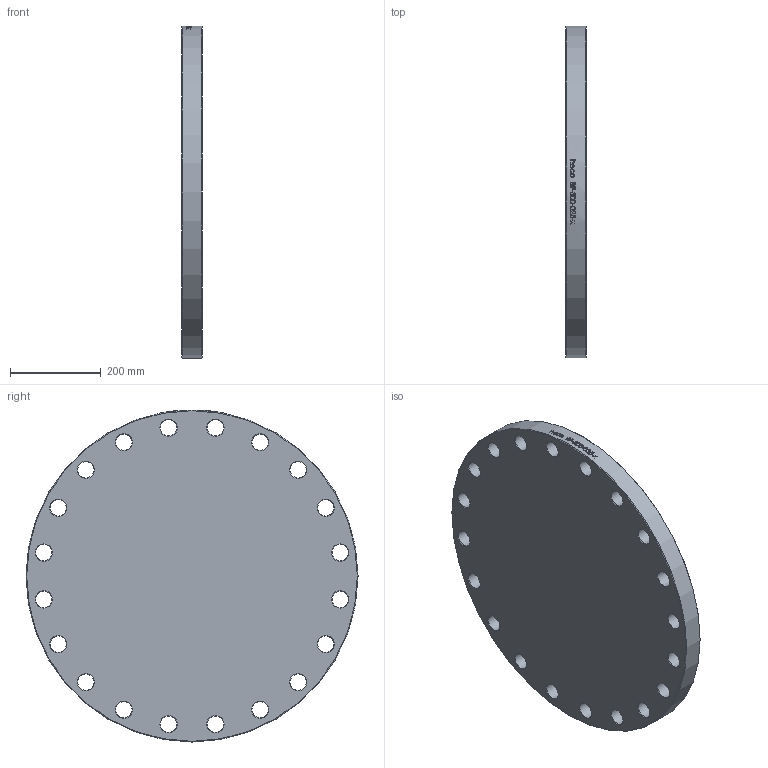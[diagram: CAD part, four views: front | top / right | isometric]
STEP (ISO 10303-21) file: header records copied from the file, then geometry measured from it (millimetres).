
FILE_DESCRIPTION (( 'STEP AP214' ), '1' );
FILE_NAME ('BF-500-025-x Blindflansch PN25 DIN2527 2103.STEP', '2021-03-08T16:04:39', ( '' ), ( '' ), 'SwSTEP 2.0', 'SolidWorks 2019', '' );
FILE_SCHEMA (( 'AUTOMOTIVE_DESIGN' ));
Length unit declared in the file: millimetre
Products named in the file (1): BF-500-025-x Blindflansch PN25 DIN2527 2103
Bounding box: 45 x 730 x 730 mm (x, y, z)
Volume: 17923632.7 mm3; surface area: 994822.6 mm2
Topology: 1 solids, 1 shells, 88 faces, 335 edges, 272 vertices
Faces by surface type: cylinder 44, cone 42, plane 2
Full cylindrical faces by diameter (mm): 36 x20, 730 x1
Entity records: 8221 total; most frequent: CARTESIAN_POINT 5480, ORIENTED_EDGE 502, DIRECTION 438, EDGE_CURVE 251, VERTEX_POINT 251, EDGE_LOOP 214, AXIS2_PLACEMENT_3D 208, CIRCLE 119
